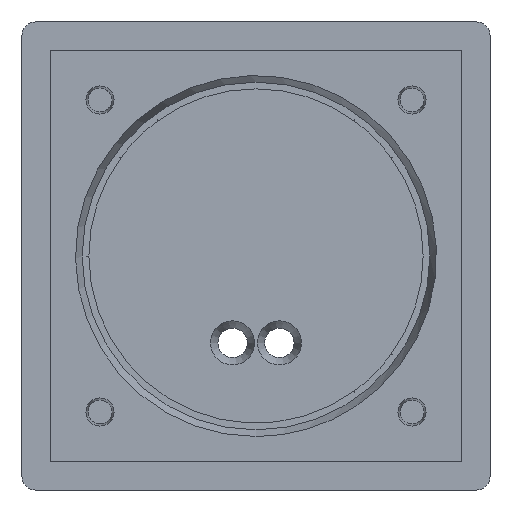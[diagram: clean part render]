
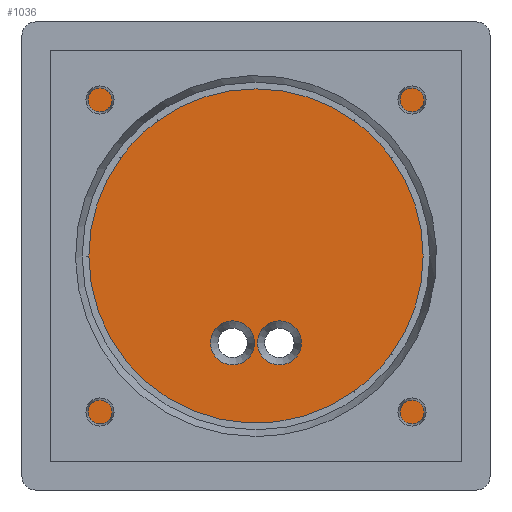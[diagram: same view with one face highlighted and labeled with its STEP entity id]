
A CAD part, front view. The second image highlights one B-rep face of the part: STEP entity #1036.
In plain terms, the highlighted planar face has unit normal (0, -1, 0).
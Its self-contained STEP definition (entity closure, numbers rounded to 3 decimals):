
#126=B_SPLINE_CURVE_WITH_KNOTS('',3,(#1438,#1439,#1440,#1441,#1442,#1443),
 .UNSPECIFIED.,.F.,.U.,(4,2,4),(-0.894,-0.447,0.),
 .UNSPECIFIED.);
#127=B_SPLINE_CURVE_WITH_KNOTS('',3,(#1448,#1449,#1450,#1451,#1452,#1453),
 .UNSPECIFIED.,.F.,.U.,(4,2,4),(-0.894,-0.447,0.),
 .UNSPECIFIED.);
#128=B_SPLINE_CURVE_WITH_KNOTS('',3,(#1457,#1458,#1459,#1460,#1461,#1462),
 .UNSPECIFIED.,.F.,.U.,(4,2,4),(-0.894,-0.447,0.),
 .UNSPECIFIED.);
#129=B_SPLINE_CURVE_WITH_KNOTS('',3,(#1466,#1467,#1468,#1469,#1470,#1471),
 .UNSPECIFIED.,.F.,.U.,(4,2,4),(-0.894,-0.447,0.),
 .UNSPECIFIED.);
#179=VECTOR('',#2130,1.);
#180=VECTOR('',#2131,1.);
#181=VECTOR('',#2132,1.);
#182=VECTOR('',#2133,1.);
#231=LINE('',#1446,#179);
#232=LINE('',#1455,#180);
#233=LINE('',#1464,#181);
#234=LINE('',#1473,#182);
#280=PLANE('',#1105);
#315=VERTEX_POINT('',#1434);
#316=VERTEX_POINT('',#1437);
#317=VERTEX_POINT('',#1444);
#318=VERTEX_POINT('',#1445);
#319=VERTEX_POINT('',#1447);
#320=VERTEX_POINT('',#1454);
#321=VERTEX_POINT('',#1456);
#322=VERTEX_POINT('',#1463);
#323=VERTEX_POINT('',#1465);
#324=VERTEX_POINT('',#1472);
#400=CIRCLE('',#1104,1.65);
#401=CIRCLE('',#1106,1.65);
#458=EDGE_CURVE('',#315,#315,#400,.T.);
#459=EDGE_CURVE('',#316,#316,#401,.T.);
#460=EDGE_CURVE('',#317,#318,#126,.T.);
#461=EDGE_CURVE('',#319,#317,#231,.T.);
#462=EDGE_CURVE('',#320,#319,#127,.T.);
#463=EDGE_CURVE('',#321,#320,#232,.T.);
#464=EDGE_CURVE('',#322,#321,#128,.T.);
#465=EDGE_CURVE('',#323,#322,#233,.T.);
#466=EDGE_CURVE('',#324,#323,#129,.T.);
#467=EDGE_CURVE('',#318,#324,#234,.T.);
#599=ORIENTED_EDGE('',*,*,#459,.F.);
#600=ORIENTED_EDGE('',*,*,#460,.F.);
#601=ORIENTED_EDGE('',*,*,#461,.F.);
#602=ORIENTED_EDGE('',*,*,#462,.F.);
#603=ORIENTED_EDGE('',*,*,#463,.F.);
#604=ORIENTED_EDGE('',*,*,#464,.F.);
#605=ORIENTED_EDGE('',*,*,#465,.F.);
#606=ORIENTED_EDGE('',*,*,#466,.F.);
#607=ORIENTED_EDGE('',*,*,#467,.F.);
#608=ORIENTED_EDGE('',*,*,#458,.F.);
#860=EDGE_LOOP('',(#599));
#861=EDGE_LOOP('',(#600,#601,#602,#603,#604,#605,#606,#607));
#862=EDGE_LOOP('',(#608));
#955=FACE_BOUND('',#860,.T.);
#956=FACE_BOUND('',#861,.T.);
#957=FACE_BOUND('',#862,.T.);
#1036=ADVANCED_FACE('',(#955,#956,#957),#280,.F.);
#1104=AXIS2_PLACEMENT_3D('',#1433,#2125,#2126);
#1105=AXIS2_PLACEMENT_3D('',#1435,#2127,$);
#1106=AXIS2_PLACEMENT_3D('',#1436,#2128,#2129);
#1433=CARTESIAN_POINT('',(1.75,43.,-6.5));
#1434=CARTESIAN_POINT('',(3.4,43.,-6.5));
#1435=CARTESIAN_POINT('',(0.,43.,0.));
#1436=CARTESIAN_POINT('',(-1.75,43.,-6.5));
#1437=CARTESIAN_POINT('',(-0.1,43.,-6.5));
#1438=CARTESIAN_POINT('',(9.648,43.,15.9));
#1439=CARTESIAN_POINT('',(10.922,43.,15.127));
#1440=CARTESIAN_POINT('',(12.098,43.,14.204));
#1441=CARTESIAN_POINT('',(14.204,43.,12.098));
#1442=CARTESIAN_POINT('',(15.127,43.,10.922));
#1443=CARTESIAN_POINT('',(15.9,43.,9.648));
#1444=CARTESIAN_POINT('',(10.428,43.,15.4));
#1445=CARTESIAN_POINT('',(15.4,43.,10.428));
#1446=CARTESIAN_POINT('',(15.4,43.,15.4));
#1447=CARTESIAN_POINT('',(-10.428,43.,15.4));
#1448=CARTESIAN_POINT('',(-15.9,43.,9.648));
#1449=CARTESIAN_POINT('',(-15.127,43.,10.922));
#1450=CARTESIAN_POINT('',(-14.204,43.,12.098));
#1451=CARTESIAN_POINT('',(-12.098,43.,14.204));
#1452=CARTESIAN_POINT('',(-10.922,43.,15.127));
#1453=CARTESIAN_POINT('',(-9.648,43.,15.9));
#1454=CARTESIAN_POINT('',(-15.4,43.,10.428));
#1455=CARTESIAN_POINT('',(-15.4,43.,15.4));
#1456=CARTESIAN_POINT('',(-15.4,43.,-10.428));
#1457=CARTESIAN_POINT('',(-9.648,43.,-15.9));
#1458=CARTESIAN_POINT('',(-10.922,43.,-15.127));
#1459=CARTESIAN_POINT('',(-12.098,43.,-14.204));
#1460=CARTESIAN_POINT('',(-14.204,43.,-12.098));
#1461=CARTESIAN_POINT('',(-15.127,43.,-10.922));
#1462=CARTESIAN_POINT('',(-15.9,43.,-9.648));
#1463=CARTESIAN_POINT('',(-10.428,43.,-15.4));
#1464=CARTESIAN_POINT('',(-15.4,43.,-15.4));
#1465=CARTESIAN_POINT('',(10.428,43.,-15.4));
#1466=CARTESIAN_POINT('',(15.9,43.,-9.648));
#1467=CARTESIAN_POINT('',(15.127,43.,-10.922));
#1468=CARTESIAN_POINT('',(14.204,43.,-12.098));
#1469=CARTESIAN_POINT('',(12.098,43.,-14.204));
#1470=CARTESIAN_POINT('',(10.922,43.,-15.127));
#1471=CARTESIAN_POINT('',(9.648,43.,-15.9));
#1472=CARTESIAN_POINT('',(15.4,43.,-10.428));
#1473=CARTESIAN_POINT('',(15.4,43.,-15.4));
#2125=DIRECTION('',(0.,-1.,0.));
#2126=DIRECTION('',(-1.65,0.,0.));
#2127=DIRECTION('',(0.,1.,0.));
#2128=DIRECTION('',(0.,-1.,0.));
#2129=DIRECTION('',(-1.65,0.,0.));
#2130=DIRECTION('',(1.,0.,0.));
#2131=DIRECTION('',(0.,0.,1.));
#2132=DIRECTION('',(-1.,0.,0.));
#2133=DIRECTION('',(0.,0.,-1.));
